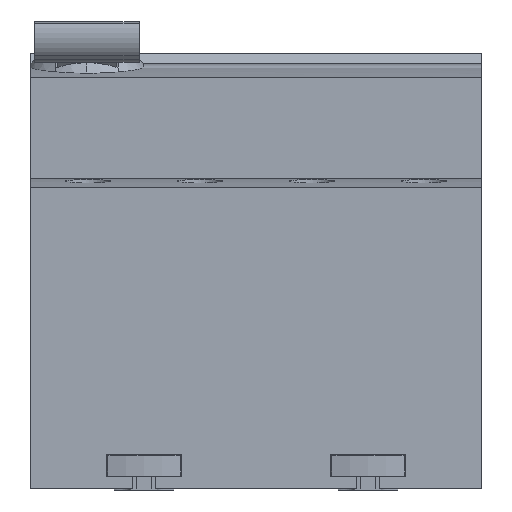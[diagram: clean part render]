
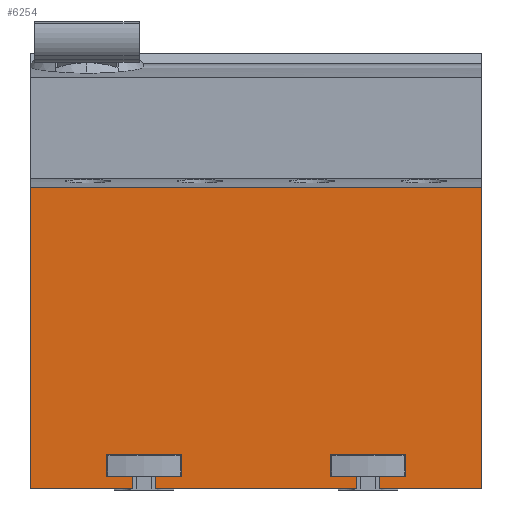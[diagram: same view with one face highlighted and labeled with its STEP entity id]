
A CAD part, front view. The second image highlights one B-rep face of the part: STEP entity #6254.
In plain terms, the highlighted planar face has unit normal (0, -1, 0).
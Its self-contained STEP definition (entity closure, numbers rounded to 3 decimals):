
#40=DIRECTION('',(0.,0.,-1.));
#41=VECTOR('',#40,47.971);
#42=CARTESIAN_POINT('',(-35.85,-43.7,27.971));
#43=LINE('',#42,#41);
#542=DIRECTION('',(0.,0.,-1.));
#543=VECTOR('',#542,47.971);
#544=CARTESIAN_POINT('',(35.85,-43.7,27.971));
#545=LINE('',#544,#543);
#546=DIRECTION('',(-1.,0.,0.));
#547=VECTOR('',#546,16.25);
#548=CARTESIAN_POINT('',(35.85,-43.7,-20.));
#549=LINE('',#548,#547);
#550=DIRECTION('',(1.,0.,0.));
#551=VECTOR('',#550,4.2);
#552=CARTESIAN_POINT('',(19.6,-43.7,-18.));
#553=LINE('',#552,#551);
#554=DIRECTION('',(0.,0.,1.));
#555=VECTOR('',#554,3.5);
#556=CARTESIAN_POINT('',(23.8,-43.7,-18.));
#557=LINE('',#556,#555);
#558=DIRECTION('',(-1.,0.,0.));
#559=VECTOR('',#558,12.);
#560=CARTESIAN_POINT('',(23.8,-43.7,-14.5));
#561=LINE('',#560,#559);
#562=DIRECTION('',(0.,0.,-1.));
#563=VECTOR('',#562,3.5);
#564=CARTESIAN_POINT('',(11.8,-43.7,-14.5));
#565=LINE('',#564,#563);
#566=DIRECTION('',(1.,0.,0.));
#567=VECTOR('',#566,4.2);
#568=CARTESIAN_POINT('',(11.8,-43.7,-18.));
#569=LINE('',#568,#567);
#570=DIRECTION('',(0.,0.,-1.));
#571=VECTOR('',#570,2.);
#572=CARTESIAN_POINT('',(16.,-43.7,-18.));
#573=LINE('',#572,#571);
#574=DIRECTION('',(-1.,0.,0.));
#575=VECTOR('',#574,32.);
#576=CARTESIAN_POINT('',(16.,-43.7,-20.));
#577=LINE('',#576,#575);
#578=DIRECTION('',(1.,0.,0.));
#579=VECTOR('',#578,4.2);
#580=CARTESIAN_POINT('',(-16.,-43.7,-18.));
#581=LINE('',#580,#579);
#582=DIRECTION('',(-1.,0.,0.));
#583=VECTOR('',#582,12.);
#584=CARTESIAN_POINT('',(-11.8,-43.7,-14.5));
#585=LINE('',#584,#583);
#586=DIRECTION('',(1.,0.,0.));
#587=VECTOR('',#586,4.2);
#588=CARTESIAN_POINT('',(-23.8,-43.7,-18.));
#589=LINE('',#588,#587);
#590=DIRECTION('',(0.,0.,-1.));
#591=VECTOR('',#590,2.);
#592=CARTESIAN_POINT('',(-19.6,-43.7,-18.));
#593=LINE('',#592,#591);
#594=DIRECTION('',(-1.,0.,0.));
#595=VECTOR('',#594,16.25);
#596=CARTESIAN_POINT('',(-19.6,-43.7,-20.));
#597=LINE('',#596,#595);
#634=DIRECTION('',(0.,0.,-1.));
#635=VECTOR('',#634,2.);
#636=CARTESIAN_POINT('',(19.6,-43.7,-18.));
#637=LINE('',#636,#635);
#1062=DIRECTION('',(0.,0.,-1.));
#1063=VECTOR('',#1062,3.5);
#1064=CARTESIAN_POINT('',(-11.8,-43.7,-14.5));
#1065=LINE('',#1064,#1063);
#1086=DIRECTION('',(0.,0.,-1.));
#1087=VECTOR('',#1086,2.);
#1088=CARTESIAN_POINT('',(-16.,-43.7,-18.));
#1089=LINE('',#1088,#1087);
#1274=DIRECTION('',(0.,0.,1.));
#1275=VECTOR('',#1274,3.5);
#1276=CARTESIAN_POINT('',(-23.8,-43.7,-18.));
#1277=LINE('',#1276,#1275);
#1358=DIRECTION('',(-1.,0.,0.));
#1359=VECTOR('',#1358,71.7);
#1360=CARTESIAN_POINT('',(35.85,-43.7,27.971));
#1361=LINE('',#1360,#1359);
#4368=CARTESIAN_POINT('',(-35.85,-43.7,27.971));
#4369=VERTEX_POINT('',#4368);
#4370=CARTESIAN_POINT('',(-35.85,-43.7,-20.));
#4371=VERTEX_POINT('',#4370);
#4416=CARTESIAN_POINT('',(35.85,-43.7,-20.));
#4417=VERTEX_POINT('',#4416);
#4418=CARTESIAN_POINT('',(35.85,-43.7,27.971));
#4419=VERTEX_POINT('',#4418);
#4636=CARTESIAN_POINT('',(-23.8,-43.7,-14.5));
#4637=VERTEX_POINT('',#4636);
#4638=CARTESIAN_POINT('',(-11.8,-43.7,-14.5));
#4639=VERTEX_POINT('',#4638);
#4668=CARTESIAN_POINT('',(11.8,-43.7,-14.5));
#4669=VERTEX_POINT('',#4668);
#4670=CARTESIAN_POINT('',(23.8,-43.7,-14.5));
#4671=VERTEX_POINT('',#4670);
#4698=CARTESIAN_POINT('',(-19.6,-43.7,-20.));
#4700=VERTEX_POINT('',#4698);
#4724=CARTESIAN_POINT('',(-19.6,-43.7,-18.));
#4725=VERTEX_POINT('',#4724);
#4728=CARTESIAN_POINT('',(19.6,-43.7,-20.));
#4729=VERTEX_POINT('',#4728);
#4730=CARTESIAN_POINT('',(19.6,-43.7,-18.));
#4731=VERTEX_POINT('',#4730);
#4732=CARTESIAN_POINT('',(23.8,-43.7,-18.));
#4733=VERTEX_POINT('',#4732);
#4734=CARTESIAN_POINT('',(11.8,-43.7,-18.));
#4735=VERTEX_POINT('',#4734);
#4736=CARTESIAN_POINT('',(16.,-43.7,-18.));
#4737=VERTEX_POINT('',#4736);
#4738=CARTESIAN_POINT('',(16.,-43.7,-20.));
#4739=VERTEX_POINT('',#4738);
#4740=CARTESIAN_POINT('',(-16.,-43.7,-20.));
#4741=VERTEX_POINT('',#4740);
#4742=CARTESIAN_POINT('',(-16.,-43.7,-18.));
#4743=VERTEX_POINT('',#4742);
#4744=CARTESIAN_POINT('',(-11.8,-43.7,-18.));
#4745=VERTEX_POINT('',#4744);
#4746=CARTESIAN_POINT('',(-23.8,-43.7,-18.));
#4747=VERTEX_POINT('',#4746);
#6213=CARTESIAN_POINT('',(-35.85,-43.7,11.4));
#6214=DIRECTION('',(0.,-1.,0.));
#6215=DIRECTION('',(0.,0.,-1.));
#6216=AXIS2_PLACEMENT_3D('',#6213,#6214,#6215);
#6217=PLANE('',#6216);
#6218=ORIENTED_EDGE('',*,*,#5745,.T.);
#6220=ORIENTED_EDGE('',*,*,#6219,.T.);
#6222=ORIENTED_EDGE('',*,*,#6221,.F.);
#6224=ORIENTED_EDGE('',*,*,#6223,.T.);
#6226=ORIENTED_EDGE('',*,*,#6225,.T.);
#6227=ORIENTED_EDGE('',*,*,#6099,.T.);
#6229=ORIENTED_EDGE('',*,*,#6228,.T.);
#6231=ORIENTED_EDGE('',*,*,#6230,.T.);
#6233=ORIENTED_EDGE('',*,*,#6232,.T.);
#6235=ORIENTED_EDGE('',*,*,#6234,.T.);
#6237=ORIENTED_EDGE('',*,*,#6236,.F.);
#6239=ORIENTED_EDGE('',*,*,#6238,.T.);
#6241=ORIENTED_EDGE('',*,*,#6240,.F.);
#6242=ORIENTED_EDGE('',*,*,#6067,.T.);
#6244=ORIENTED_EDGE('',*,*,#6243,.F.);
#6246=ORIENTED_EDGE('',*,*,#6245,.T.);
#6247=ORIENTED_EDGE('',*,*,#6203,.T.);
#6248=ORIENTED_EDGE('',*,*,#6177,.T.);
#6249=ORIENTED_EDGE('',*,*,#5671,.F.);
#6251=ORIENTED_EDGE('',*,*,#6250,.F.);
#6252=EDGE_LOOP('',(#6218,#6220,#6222,#6224,#6226,#6227,#6229,#6231,#6233,#6235,
#6237,#6239,#6241,#6242,#6244,#6246,#6247,#6248,#6249,#6251));
#6253=FACE_OUTER_BOUND('',#6252,.F.);
#5671=EDGE_CURVE('',#4369,#4371,#43,.T.);
#5745=EDGE_CURVE('',#4419,#4417,#545,.T.);
#6067=EDGE_CURVE('',#4639,#4637,#585,.T.);
#6099=EDGE_CURVE('',#4671,#4669,#561,.T.);
#6177=EDGE_CURVE('',#4700,#4371,#597,.T.);
#6203=EDGE_CURVE('',#4725,#4700,#593,.T.);
#6219=EDGE_CURVE('',#4417,#4729,#549,.T.);
#6221=EDGE_CURVE('',#4731,#4729,#637,.T.);
#6223=EDGE_CURVE('',#4731,#4733,#553,.T.);
#6225=EDGE_CURVE('',#4733,#4671,#557,.T.);
#6228=EDGE_CURVE('',#4669,#4735,#565,.T.);
#6230=EDGE_CURVE('',#4735,#4737,#569,.T.);
#6232=EDGE_CURVE('',#4737,#4739,#573,.T.);
#6234=EDGE_CURVE('',#4739,#4741,#577,.T.);
#6236=EDGE_CURVE('',#4743,#4741,#1089,.T.);
#6238=EDGE_CURVE('',#4743,#4745,#581,.T.);
#6240=EDGE_CURVE('',#4639,#4745,#1065,.T.);
#6243=EDGE_CURVE('',#4747,#4637,#1277,.T.);
#6245=EDGE_CURVE('',#4747,#4725,#589,.T.);
#6250=EDGE_CURVE('',#4419,#4369,#1361,.T.);
#6254=ADVANCED_FACE('',(#6253),#6217,.T.);
